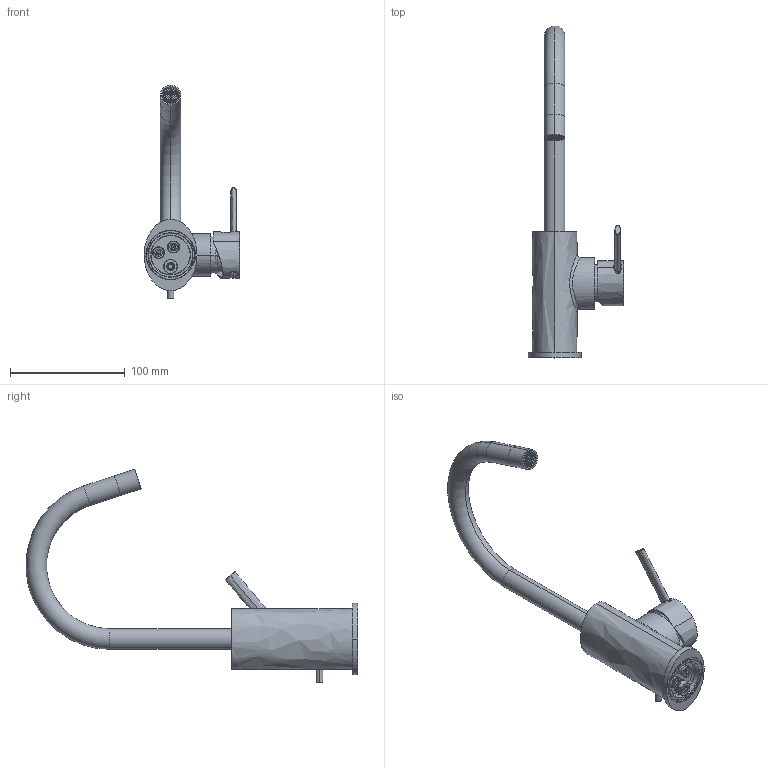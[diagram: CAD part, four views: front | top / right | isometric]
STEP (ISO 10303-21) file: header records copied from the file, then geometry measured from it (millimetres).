
FILE_DESCRIPTION((''),'2;1');
FILE_NAME('BR077CR','2021-11-08T10:17:50',('ut3'),('PAFFONI SpA'),'CREO PARAMETRIC BY PTC INC, 2020044','CREO PARAMETRIC BY PTC INC, 2020044','');
FILE_SCHEMA(('CONFIG_CONTROL_DESIGN','SHAPE_APPEARANCE_LAYERS_GROUPS'));
Length unit declared in the file: millimetre
Products named in the file (1): BR077CR
Bounding box: 83.2 x 288.9 x 185.93 mm (x, y, z)
Volume: 213115.2 mm3; surface area: 96735.7 mm2
Topology: 5 solids, 5 shells, 1475 faces, 3979 edges, 2512 vertices
Faces by surface type: plane 600, cylinder 569, cone 142, bspline 72, torus 70, sphere 14, extrusion 8
Entity records: 75377 total; most frequent: CARTESIAN_POINT 27524, ORIENTED_EDGE 7882, DIRECTION 7345, EDGE_CURVE 3941, AXIS2_PLACEMENT_3D 2706, VERTEX_POINT 2512, VECTOR 1933, LINE 1925
